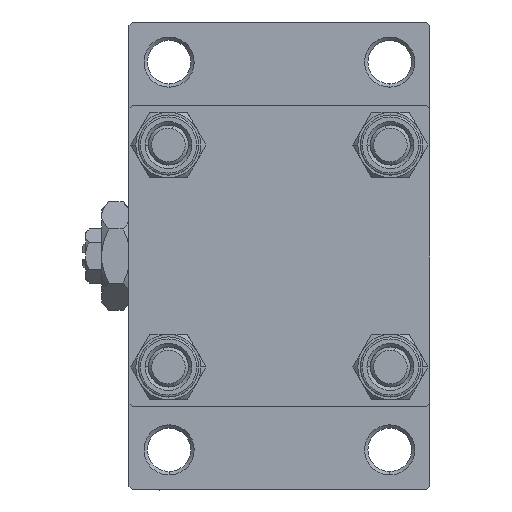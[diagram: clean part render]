
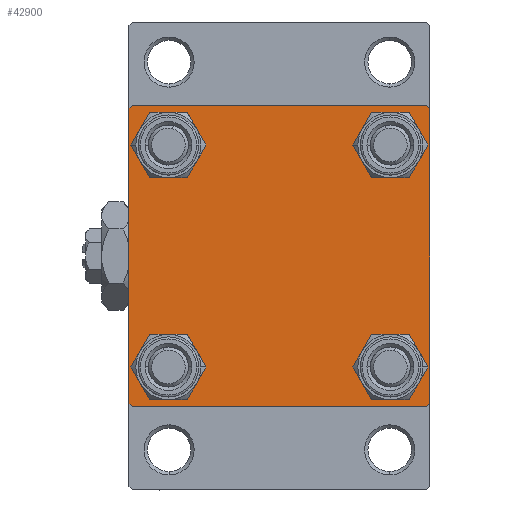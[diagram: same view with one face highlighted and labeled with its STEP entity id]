
A CAD part, left-side view. The second image highlights one B-rep face of the part: STEP entity #42900.
In plain terms, the highlighted planar face has unit normal (-1, 0, 0).
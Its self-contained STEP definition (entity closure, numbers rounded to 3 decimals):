
#282 = CARTESIAN_POINT ( 'NONE',  ( 0., -16.6, 16.6 ) ) ;
#854 = EDGE_CURVE ( 'NONE', #46988, #44324, #7239, .T. ) ;
#1148 = EDGE_CURVE ( 'NONE', #46536, #21261, #10441, .T. ) ;
#1173 = CIRCLE ( 'NONE', #5137, 3.5 ) ;
#3216 = DIRECTION ( 'NONE',  ( 0., 0., 1. ) ) ;
#3461 = FACE_BOUND ( 'NONE', #6969, .T. ) ;
#3710 = ORIENTED_EDGE ( 'NONE', *, *, #854, .T. ) ;
#3849 = CARTESIAN_POINT ( 'NONE',  ( 0., 22.5, 22. ) ) ;
#3916 = DIRECTION ( 'NONE',  ( 0., 0., 1. ) ) ;
#3967 = ORIENTED_EDGE ( 'NONE', *, *, #21411, .T. ) ;
#3972 = ORIENTED_EDGE ( 'NONE', *, *, #48824, .T. ) ;
#4187 = DIRECTION ( 'NONE',  ( 1., 0., 0. ) ) ;
#4862 = CARTESIAN_POINT ( 'NONE',  ( 0., -22.25, 22.25 ) ) ;
#5137 = AXIS2_PLACEMENT_3D ( 'NONE', #11409, #7410, #3916 ) ;
#5977 = CARTESIAN_POINT ( 'NONE',  ( 0., 22.5, 22.5 ) ) ;
#6673 = DIRECTION ( 'NONE',  ( 0., 0., 1. ) ) ;
#6862 = AXIS2_PLACEMENT_3D ( 'NONE', #31142, #4187, #41883 ) ;
#6969 = EDGE_LOOP ( 'NONE', ( #25271, #46800 ) ) ;
#7239 = LINE ( 'NONE', #29467, #32098 ) ;
#7378 = VERTEX_POINT ( 'NONE', #32892 ) ;
#7410 = DIRECTION ( 'NONE',  ( 1., 0., 0. ) ) ;
#7449 = PLANE ( 'NONE',  #44146 ) ;
#8064 = VERTEX_POINT ( 'NONE', #15029 ) ;
#8164 = VECTOR ( 'NONE', #42623, 1000. ) ;
#9305 = AXIS2_PLACEMENT_3D ( 'NONE', #21952, #18188, #22192 ) ;
#10441 = LINE ( 'NONE', #41142, #30481 ) ;
#10982 = CARTESIAN_POINT ( 'NONE',  ( 0., 16.6, 13.1 ) ) ;
#11007 = CARTESIAN_POINT ( 'NONE',  ( 0., -22.5, 22.5 ) ) ;
#11213 = AXIS2_PLACEMENT_3D ( 'NONE', #29517, #37023, #28793 ) ;
#11409 = CARTESIAN_POINT ( 'NONE',  ( 0., 16.6, 16.6 ) ) ;
#11640 = ORIENTED_EDGE ( 'NONE', *, *, #25410, .T. ) ;
#11690 = FACE_BOUND ( 'NONE', #43102, .T. ) ;
#11744 = DIRECTION ( 'NONE',  ( 1., 0., 0. ) ) ;
#12117 = VERTEX_POINT ( 'NONE', #35925 ) ;
#12342 = EDGE_CURVE ( 'NONE', #30164, #22566, #39061, .T. ) ;
#12362 = CARTESIAN_POINT ( 'NONE',  ( 0., -22.5, 22. ) ) ;
#13195 = AXIS2_PLACEMENT_3D ( 'NONE', #48793, #44570, #14127 ) ;
#13544 = ORIENTED_EDGE ( 'NONE', *, *, #47143, .F. ) ;
#13907 = CIRCLE ( 'NONE', #33031, 3.5 ) ;
#14127 = DIRECTION ( 'NONE',  ( 0., 0., 1. ) ) ;
#14436 = CARTESIAN_POINT ( 'NONE',  ( 0., 0., 0. ) ) ;
#15029 = CARTESIAN_POINT ( 'NONE',  ( 0., -16.6, -20.1 ) ) ;
#15145 = VECTOR ( 'NONE', #35807, 1000. ) ;
#15180 = FACE_BOUND ( 'NONE', #33522, .T. ) ;
#15568 = CIRCLE ( 'NONE', #13195, 3.5 ) ;
#15988 = CARTESIAN_POINT ( 'NONE',  ( 0., 22., -22.5 ) ) ;
#16202 = VERTEX_POINT ( 'NONE', #44319 ) ;
#16739 = VERTEX_POINT ( 'NONE', #24269 ) ;
#16921 = CIRCLE ( 'NONE', #44811, 3.5 ) ;
#17658 = CARTESIAN_POINT ( 'NONE',  ( 0., 16.6, -16.6 ) ) ;
#17847 = VECTOR ( 'NONE', #24477, 1000. ) ;
#17939 = AXIS2_PLACEMENT_3D ( 'NONE', #282, #11744, #25980 ) ;
#18188 = DIRECTION ( 'NONE',  ( 1., 0., 0. ) ) ;
#18241 = DIRECTION ( 'NONE',  ( 0., -1., 0. ) ) ;
#18425 = FACE_BOUND ( 'NONE', #46272, .T. ) ;
#19551 = VECTOR ( 'NONE', #38456, 1000. ) ;
#20754 = VERTEX_POINT ( 'NONE', #36309 ) ;
#20792 = LINE ( 'NONE', #46997, #26822 ) ;
#21045 = VECTOR ( 'NONE', #18241, 1000. ) ;
#21149 = EDGE_CURVE ( 'NONE', #46988, #22566, #34210, .T. ) ;
#21219 = DIRECTION ( 'NONE',  ( 1., 0., 0. ) ) ;
#21261 = VERTEX_POINT ( 'NONE', #15988 ) ;
#21411 = EDGE_CURVE ( 'NONE', #44324, #46536, #40430, .T. ) ;
#21708 = VERTEX_POINT ( 'NONE', #26672 ) ;
#21952 = CARTESIAN_POINT ( 'NONE',  ( 0., 16.6, 16.6 ) ) ;
#22188 = DIRECTION ( 'NONE',  ( -1., 0., 0. ) ) ;
#22192 = DIRECTION ( 'NONE',  ( 0., 0., 1. ) ) ;
#22372 = CIRCLE ( 'NONE', #11213, 3.5 ) ;
#22566 = VERTEX_POINT ( 'NONE', #41207 ) ;
#22726 = EDGE_CURVE ( 'NONE', #20754, #21708, #13907, .T. ) ;
#23232 = ORIENTED_EDGE ( 'NONE', *, *, #22726, .T. ) ;
#23997 = VERTEX_POINT ( 'NONE', #38090 ) ;
#24269 = CARTESIAN_POINT ( 'NONE',  ( 0., -16.6, 20.1 ) ) ;
#24477 = DIRECTION ( 'NONE',  ( 0., 0., -1. ) ) ;
#25271 = ORIENTED_EDGE ( 'NONE', *, *, #32403, .T. ) ;
#25410 = EDGE_CURVE ( 'NONE', #16202, #35287, #1173, .T. ) ;
#25434 = DIRECTION ( 'NONE',  ( 0., 0., 1. ) ) ;
#25980 = DIRECTION ( 'NONE',  ( 0., 0., 1. ) ) ;
#26672 = CARTESIAN_POINT ( 'NONE',  ( 0., 16.6, -13.1 ) ) ;
#26822 = VECTOR ( 'NONE', #46511, 1000. ) ;
#27130 = ORIENTED_EDGE ( 'NONE', *, *, #21149, .F. ) ;
#27614 = VERTEX_POINT ( 'NONE', #36648 ) ;
#27637 = CARTESIAN_POINT ( 'NONE',  ( 0., -22.25, -22.25 ) ) ;
#28125 = EDGE_CURVE ( 'NONE', #8064, #27614, #15568, .T. ) ;
#28793 = DIRECTION ( 'NONE',  ( 0., 0., 1. ) ) ;
#29467 = CARTESIAN_POINT ( 'NONE',  ( 0., 22.25, 22.25 ) ) ;
#29517 = CARTESIAN_POINT ( 'NONE',  ( 0., -16.6, -16.6 ) ) ;
#29749 = EDGE_CURVE ( 'NONE', #16739, #7378, #33984, .T. ) ;
#29911 = FACE_OUTER_BOUND ( 'NONE', #39104, .T. ) ;
#30102 = ORIENTED_EDGE ( 'NONE', *, *, #1148, .T. ) ;
#30164 = VERTEX_POINT ( 'NONE', #12362 ) ;
#30481 = VECTOR ( 'NONE', #48124, 1000. ) ;
#30817 = CIRCLE ( 'NONE', #9305, 3.5 ) ;
#30969 = LINE ( 'NONE', #11007, #19551 ) ;
#31142 = CARTESIAN_POINT ( 'NONE',  ( 0., -16.6, 16.6 ) ) ;
#32098 = VECTOR ( 'NONE', #36969, 1000. ) ;
#32403 = EDGE_CURVE ( 'NONE', #27614, #8064, #22372, .T. ) ;
#32670 = CARTESIAN_POINT ( 'NONE',  ( 0., 22.5, -22. ) ) ;
#32892 = CARTESIAN_POINT ( 'NONE',  ( 0., -16.6, 13.1 ) ) ;
#33031 = AXIS2_PLACEMENT_3D ( 'NONE', #48375, #21219, #25434 ) ;
#33091 = CIRCLE ( 'NONE', #17939, 3.5 ) ;
#33522 = EDGE_LOOP ( 'NONE', ( #36343, #33618 ) ) ;
#33618 = ORIENTED_EDGE ( 'NONE', *, *, #46463, .T. ) ;
#33984 = CIRCLE ( 'NONE', #6862, 3.5 ) ;
#34210 = LINE ( 'NONE', #48936, #21045 ) ;
#35287 = VERTEX_POINT ( 'NONE', #10982 ) ;
#35807 = DIRECTION ( 'NONE',  ( 0., 0.707, 0.707 ) ) ;
#35925 = CARTESIAN_POINT ( 'NONE',  ( 0., -22.5, -22. ) ) ;
#36309 = CARTESIAN_POINT ( 'NONE',  ( 0., 16.6, -20.1 ) ) ;
#36343 = ORIENTED_EDGE ( 'NONE', *, *, #29749, .T. ) ;
#36475 = EDGE_CURVE ( 'NONE', #23997, #12117, #42117, .T. ) ;
#36648 = CARTESIAN_POINT ( 'NONE',  ( 0., -16.6, -13.1 ) ) ;
#36969 = DIRECTION ( 'NONE',  ( 0., 0.707, -0.707 ) ) ;
#37023 = DIRECTION ( 'NONE',  ( 1., 0., 0. ) ) ;
#37540 = ORIENTED_EDGE ( 'NONE', *, *, #12342, .T. ) ;
#37613 = DIRECTION ( 'NONE',  ( 1., 0., 0. ) ) ;
#37976 = ORIENTED_EDGE ( 'NONE', *, *, #40060, .T. ) ;
#38090 = CARTESIAN_POINT ( 'NONE',  ( 0., -22., -22.5 ) ) ;
#38456 = DIRECTION ( 'NONE',  ( 0., 0., -1. ) ) ;
#39061 = LINE ( 'NONE', #4862, #15145 ) ;
#39104 = EDGE_LOOP ( 'NONE', ( #3967, #30102, #44470, #44978, #13544, #37540, #27130, #3710 ) ) ;
#40060 = EDGE_CURVE ( 'NONE', #21708, #20754, #16921, .T. ) ;
#40430 = LINE ( 'NONE', #5977, #17847 ) ;
#41142 = CARTESIAN_POINT ( 'NONE',  ( 0., 22.25, -22.25 ) ) ;
#41207 = CARTESIAN_POINT ( 'NONE',  ( 0., -22., 22.5 ) ) ;
#41883 = DIRECTION ( 'NONE',  ( 0., 0., 1. ) ) ;
#42117 = LINE ( 'NONE', #27637, #8164 ) ;
#42623 = DIRECTION ( 'NONE',  ( 0., -0.707, 0.707 ) ) ;
#42900 = ADVANCED_FACE ( 'NONE', ( #15180, #3461, #11690, #18425, #29911 ), #7449, .T. ) ;
#43102 = EDGE_LOOP ( 'NONE', ( #37976, #23232 ) ) ;
#44146 = AXIS2_PLACEMENT_3D ( 'NONE', #14436, #22188, #3216 ) ;
#44319 = CARTESIAN_POINT ( 'NONE',  ( 0., 16.6, 20.1 ) ) ;
#44324 = VERTEX_POINT ( 'NONE', #3849 ) ;
#44470 = ORIENTED_EDGE ( 'NONE', *, *, #49222, .T. ) ;
#44570 = DIRECTION ( 'NONE',  ( 1., 0., 0. ) ) ;
#44811 = AXIS2_PLACEMENT_3D ( 'NONE', #17658, #37613, #6673 ) ;
#44978 = ORIENTED_EDGE ( 'NONE', *, *, #36475, .T. ) ;
#46272 = EDGE_LOOP ( 'NONE', ( #11640, #3972 ) ) ;
#46463 = EDGE_CURVE ( 'NONE', #7378, #16739, #33091, .T. ) ;
#46502 = CARTESIAN_POINT ( 'NONE',  ( 0., 22., 22.5 ) ) ;
#46511 = DIRECTION ( 'NONE',  ( 0., -1., 0. ) ) ;
#46536 = VERTEX_POINT ( 'NONE', #32670 ) ;
#46800 = ORIENTED_EDGE ( 'NONE', *, *, #28125, .T. ) ;
#46988 = VERTEX_POINT ( 'NONE', #46502 ) ;
#46997 = CARTESIAN_POINT ( 'NONE',  ( 0., 22.5, -22.5 ) ) ;
#47143 = EDGE_CURVE ( 'NONE', #30164, #12117, #30969, .T. ) ;
#48124 = DIRECTION ( 'NONE',  ( 0., -0.707, -0.707 ) ) ;
#48375 = CARTESIAN_POINT ( 'NONE',  ( 0., 16.6, -16.6 ) ) ;
#48793 = CARTESIAN_POINT ( 'NONE',  ( 0., -16.6, -16.6 ) ) ;
#48824 = EDGE_CURVE ( 'NONE', #35287, #16202, #30817, .T. ) ;
#48936 = CARTESIAN_POINT ( 'NONE',  ( 0., 22.5, 22.5 ) ) ;
#49222 = EDGE_CURVE ( 'NONE', #21261, #23997, #20792, .T. ) ;
